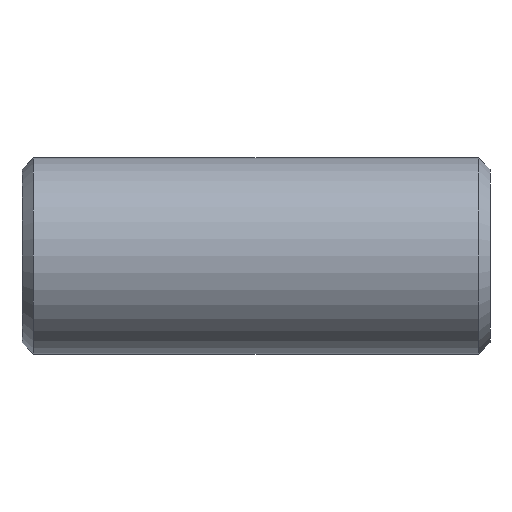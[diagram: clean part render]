
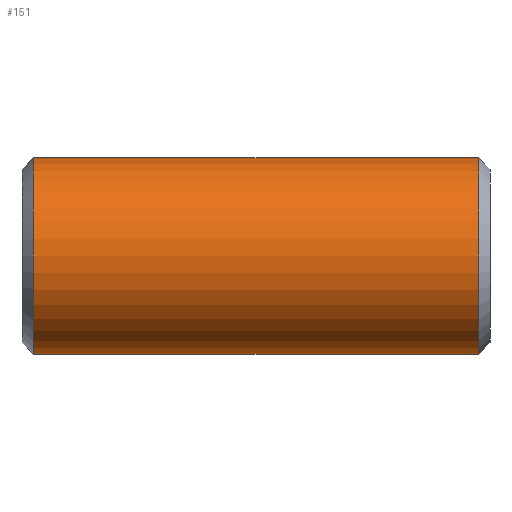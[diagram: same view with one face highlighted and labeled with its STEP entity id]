
A CAD part, front view. The second image highlights one B-rep face of the part: STEP entity #151.
In plain terms, the highlighted cylindrical face has radius 10.668 mm (diameter 21.336 mm), a partial arc.
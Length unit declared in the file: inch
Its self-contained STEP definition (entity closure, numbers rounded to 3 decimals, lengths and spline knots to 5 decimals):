
#1 = CARTESIAN_POINT ( 'NONE',  ( 1., 0., 0.42 ) ) ;
#7 = CARTESIAN_POINT ( 'NONE',  ( 1., 0., 0. ) ) ;
#8 = EDGE_CURVE ( 'NONE', #518, #190, #32, .T. ) ;
#23 = ORIENTED_EDGE ( 'NONE', *, *, #169, .T. ) ;
#32 = CIRCLE ( 'NONE', #195, 0.42 ) ;
#43 = CARTESIAN_POINT ( 'NONE',  ( 0., 0., -0.42 ) ) ;
#56 = VERTEX_POINT ( 'NONE', #75 ) ;
#60 = VERTEX_POINT ( 'NONE', #350 ) ;
#75 = CARTESIAN_POINT ( 'NONE',  ( 0.951, 0., -0.42 ) ) ;
#87 = EDGE_CURVE ( 'NONE', #60, #518, #410, .T. ) ;
#102 = ORIENTED_EDGE ( 'NONE', *, *, #87, .T. ) ;
#128 = CYLINDRICAL_SURFACE ( 'NONE', #172, 0.42 ) ;
#134 = DIRECTION ( 'NONE',  ( -1., 0., 0. ) ) ;
#146 = VERTEX_POINT ( 'NONE', #452 ) ;
#151 = ADVANCED_FACE ( 'NONE', ( #175 ), #128, .T. ) ;
#160 = DIRECTION ( 'NONE',  ( 0., 0., 1. ) ) ;
#169 = EDGE_CURVE ( 'NONE', #146, #60, #460, .T. ) ;
#172 = AXIS2_PLACEMENT_3D ( 'NONE', #7, #134, #269 ) ;
#175 = FACE_OUTER_BOUND ( 'NONE', #184, .T. ) ;
#184 = EDGE_LOOP ( 'NONE', ( #376, #414, #23, #102, #325, #398 ) ) ;
#190 = VERTEX_POINT ( 'NONE', #449 ) ;
#195 = AXIS2_PLACEMENT_3D ( 'NONE', #341, #259, #160 ) ;
#208 = CARTESIAN_POINT ( 'NONE',  ( -0.951, 0., 0.42 ) ) ;
#243 = EDGE_CURVE ( 'NONE', #56, #420, #370, .T. ) ;
#246 = LINE ( 'NONE', #249, #462 ) ;
#249 = CARTESIAN_POINT ( 'NONE',  ( 1., 0., -0.42 ) ) ;
#258 = CARTESIAN_POINT ( 'NONE',  ( 0.951, 0., 0. ) ) ;
#259 = DIRECTION ( 'NONE',  ( 1., 0., 0. ) ) ;
#269 = DIRECTION ( 'NONE',  ( 0., 0., 1. ) ) ;
#270 = EDGE_CURVE ( 'NONE', #420, #190, #246, .T. ) ;
#301 = AXIS2_PLACEMENT_3D ( 'NONE', #258, #308, #313 ) ;
#308 = DIRECTION ( 'NONE',  ( -1., 0., 0. ) ) ;
#312 = CARTESIAN_POINT ( 'NONE',  ( 1., 0., -0.42 ) ) ;
#313 = DIRECTION ( 'NONE',  ( 0., 0., -1. ) ) ;
#325 = ORIENTED_EDGE ( 'NONE', *, *, #8, .T. ) ;
#341 = CARTESIAN_POINT ( 'NONE',  ( -0.951, 0., 0. ) ) ;
#350 = CARTESIAN_POINT ( 'NONE',  ( 0., 0., 0.42 ) ) ;
#353 = DIRECTION ( 'NONE',  ( -1., 0., 0. ) ) ;
#355 = CIRCLE ( 'NONE', #301, 0.42 ) ;
#370 = LINE ( 'NONE', #312, #572 ) ;
#376 = ORIENTED_EDGE ( 'NONE', *, *, #243, .F. ) ;
#398 = ORIENTED_EDGE ( 'NONE', *, *, #270, .F. ) ;
#410 = LINE ( 'NONE', #1, #425 ) ;
#414 = ORIENTED_EDGE ( 'NONE', *, *, #471, .T. ) ;
#420 = VERTEX_POINT ( 'NONE', #43 ) ;
#425 = VECTOR ( 'NONE', #353, 39.37008 ) ;
#449 = CARTESIAN_POINT ( 'NONE',  ( -0.951, 0., -0.42 ) ) ;
#452 = CARTESIAN_POINT ( 'NONE',  ( 0.951, 0., 0.42 ) ) ;
#458 = DIRECTION ( 'NONE',  ( -1., 0., 0. ) ) ;
#460 = LINE ( 'NONE', #511, #474 ) ;
#462 = VECTOR ( 'NONE', #531, 39.37008 ) ;
#471 = EDGE_CURVE ( 'NONE', #56, #146, #355, .T. ) ;
#474 = VECTOR ( 'NONE', #458, 39.37008 ) ;
#511 = CARTESIAN_POINT ( 'NONE',  ( 1., 0., 0.42 ) ) ;
#518 = VERTEX_POINT ( 'NONE', #208 ) ;
#531 = DIRECTION ( 'NONE',  ( -1., 0., 0. ) ) ;
#563 = DIRECTION ( 'NONE',  ( -1., 0., 0. ) ) ;
#572 = VECTOR ( 'NONE', #563, 39.37008 ) ;
